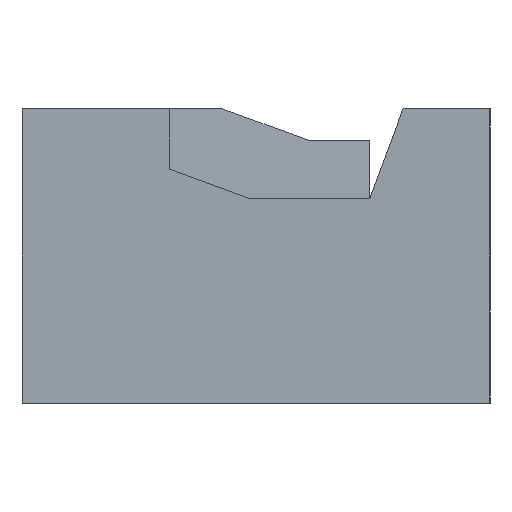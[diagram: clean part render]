
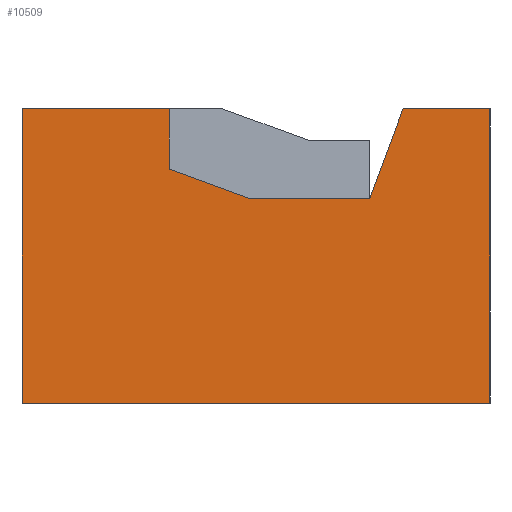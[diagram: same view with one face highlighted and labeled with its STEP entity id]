
A CAD part, left-side view. The second image highlights one B-rep face of the part: STEP entity #10509.
In plain terms, the highlighted planar face has unit normal (-1, 0, 0).
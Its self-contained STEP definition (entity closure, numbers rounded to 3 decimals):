
#1=DIRECTION('',(0.,-1.,0.));
#2=VECTOR('',#1,3.5);
#3=CARTESIAN_POINT('',(-9.65,1.75,-1.1));
#4=LINE('',#3,#2);
#17=DIRECTION('',(0.,0.349,-0.937));
#18=VECTOR('',#17,0.715);
#19=CARTESIAN_POINT('',(-9.65,-1.1,1.1));
#20=LINE('',#19,#18);
#21=DIRECTION('',(0.,0.,1.));
#22=VECTOR('',#21,2.2);
#23=CARTESIAN_POINT('',(-9.65,1.75,-1.1));
#24=LINE('',#23,#22);
#25=DIRECTION('',(0.,0.,-1.));
#26=VECTOR('',#25,0.45);
#27=CARTESIAN_POINT('',(-9.65,0.65,1.1));
#28=LINE('',#27,#26);
#29=DIRECTION('',(0.,0.939,0.345));
#30=VECTOR('',#29,0.639);
#31=CARTESIAN_POINT('',(-9.65,0.05,0.43));
#32=LINE('',#31,#30);
#33=DIRECTION('',(0.,1.,0.));
#34=VECTOR('',#33,0.9);
#35=CARTESIAN_POINT('',(-9.65,-0.85,0.43));
#36=LINE('',#35,#34);
#397=DIRECTION('',(0.,-1.,0.));
#398=VECTOR('',#397,0.65);
#399=CARTESIAN_POINT('',(-9.65,-1.1,1.1));
#400=LINE('',#399,#398);
#429=DIRECTION('',(0.,-1.,0.));
#430=VECTOR('',#429,1.1);
#431=CARTESIAN_POINT('',(-9.65,1.75,1.1));
#432=LINE('',#431,#430);
#693=DIRECTION('',(0.,0.,1.));
#694=VECTOR('',#693,2.2);
#695=CARTESIAN_POINT('',(-9.65,-1.75,-1.1));
#696=LINE('',#695,#694);
#7957=CARTESIAN_POINT('',(-9.65,1.75,-1.1));
#7958=CARTESIAN_POINT('',(-9.65,-1.75,-1.1));
#7959=VERTEX_POINT('',#7957);
#7960=VERTEX_POINT('',#7958);
#7965=CARTESIAN_POINT('',(-9.65,-1.75,1.1));
#7967=VERTEX_POINT('',#7965);
#7970=CARTESIAN_POINT('',(-9.65,1.75,1.1));
#7972=VERTEX_POINT('',#7970);
#7989=CARTESIAN_POINT('',(-9.65,-1.1,1.1));
#7990=CARTESIAN_POINT('',(-9.65,-0.85,0.43));
#7991=VERTEX_POINT('',#7989);
#7992=VERTEX_POINT('',#7990);
#7993=CARTESIAN_POINT('',(-9.65,0.05,0.43));
#7994=VERTEX_POINT('',#7993);
#7995=CARTESIAN_POINT('',(-9.65,0.65,0.65));
#7996=VERTEX_POINT('',#7995);
#7997=CARTESIAN_POINT('',(-9.65,0.65,1.1));
#7998=VERTEX_POINT('',#7997);
#10485=CARTESIAN_POINT('',(-9.65,1.75,-1.1));
#10486=DIRECTION('',(-1.,0.,0.));
#10487=DIRECTION('',(0.,-1.,0.));
#10488=AXIS2_PLACEMENT_3D('',#10485,#10486,#10487);
#10489=PLANE('',#10488);
#10491=ORIENTED_EDGE('',*,*,#10490,.F.);
#10493=ORIENTED_EDGE('',*,*,#10492,.T.);
#10495=ORIENTED_EDGE('',*,*,#10494,.F.);
#10496=ORIENTED_EDGE('',*,*,#10474,.F.);
#10498=ORIENTED_EDGE('',*,*,#10497,.T.);
#10500=ORIENTED_EDGE('',*,*,#10499,.T.);
#10502=ORIENTED_EDGE('',*,*,#10501,.T.);
#10504=ORIENTED_EDGE('',*,*,#10503,.F.);
#10506=ORIENTED_EDGE('',*,*,#10505,.F.);
#10507=EDGE_LOOP('',(#10491,#10493,#10495,#10496,#10498,#10500,#10502,#10504,
#10506));
#10508=FACE_OUTER_BOUND('',#10507,.F.);
#10509=ADVANCED_FACE('',(#10508),#10489,.T.);
#10474=EDGE_CURVE('',#7959,#7960,#4,.T.);
#10490=EDGE_CURVE('',#7991,#7992,#20,.T.);
#10492=EDGE_CURVE('',#7991,#7967,#400,.T.);
#10494=EDGE_CURVE('',#7960,#7967,#696,.T.);
#10497=EDGE_CURVE('',#7959,#7972,#24,.T.);
#10499=EDGE_CURVE('',#7972,#7998,#432,.T.);
#10501=EDGE_CURVE('',#7998,#7996,#28,.T.);
#10503=EDGE_CURVE('',#7994,#7996,#32,.T.);
#10505=EDGE_CURVE('',#7992,#7994,#36,.T.);
